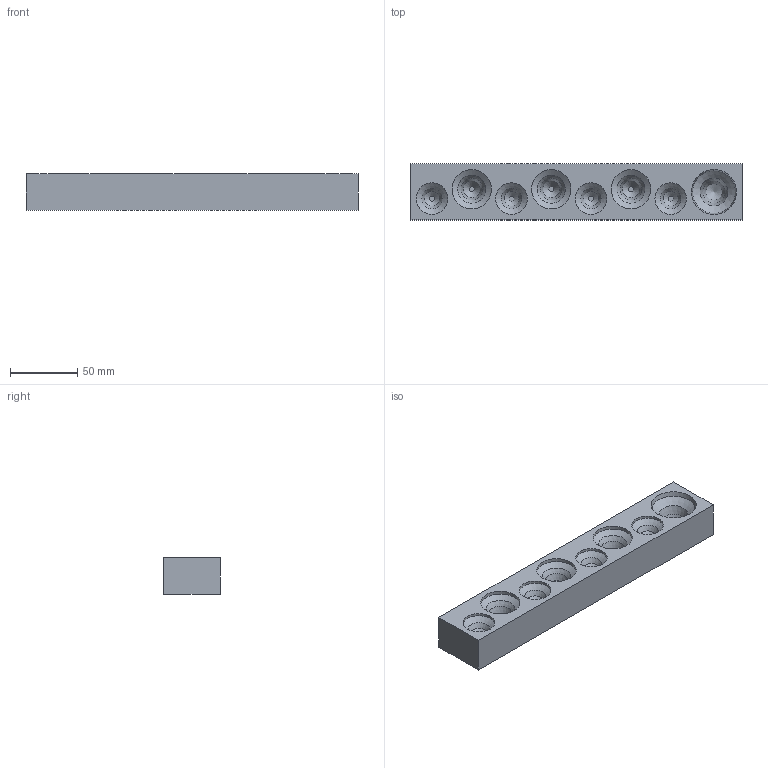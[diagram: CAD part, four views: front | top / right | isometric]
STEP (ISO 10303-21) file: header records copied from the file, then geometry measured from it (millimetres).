
FILE_DESCRIPTION(/* description */ (''),/* implementation_level */ '2;1');
FILE_NAME(/* name */ 'mold-v2.step',/* time_stamp */ '2023-08-15T02:07:03-04:00',/* author */ (''),/* organization */ (''),/* preprocessor_version */ 'ST-DEVELOPER v20',/* originating_system */ 'Autodesk Translation Framework v12.9.0.99',/* authorisation */ '');
FILE_SCHEMA (('AUTOMOTIVE_DESIGN { 1 0 10303 214 3 1 1 }'));
Length unit declared in the file: millimetre
Products named in the file (2): king-chess; Component2
Assembly tree (1 placements, depth 2):
  king-chess
    Component2
Bounding box: 246.33 x 41.57 x 27 mm (x, y, z)
Volume: 241943.6 mm3; surface area: 40184.5 mm2
Topology: 1 solids, 1 shells, 49 faces, 92 edges, 52 vertices
Faces by surface type: cone 29, plane 13, cylinder 7
Full cylindrical faces by diameter (mm): 23.443 x4, 29.254 x3
Entity records: 1253 total; most frequent: DIRECTION 238, CARTESIAN_POINT 195, ORIENTED_EDGE 182, AXIS2_PLACEMENT_3D 95, EDGE_CURVE 91, EDGE_LOOP 57, VERTEX_POINT 52, FACE_OUTER_BOUND 49
